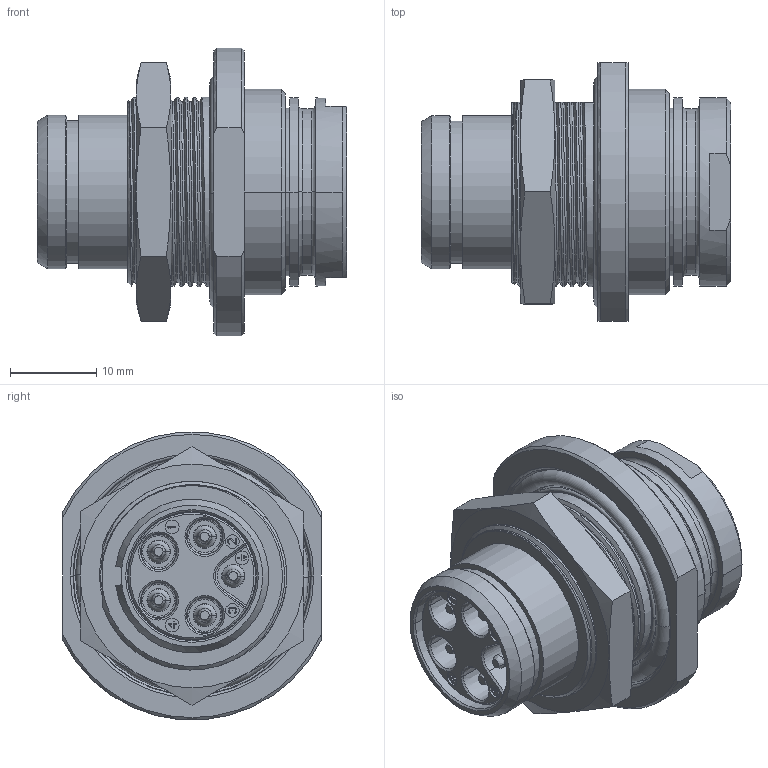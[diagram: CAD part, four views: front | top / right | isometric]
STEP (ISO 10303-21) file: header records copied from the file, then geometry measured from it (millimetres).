
FILE_DESCRIPTION((''),'2;1');
FILE_NAME('1331EVR295MZ','2024-07-23T08:36:18',('paultorloting'),('NET AG system integration'),'CREO PARAMETRIC BY PTC INC, 2021404','CREO PARAMETRIC BY PTC INC, 2021404','');
FILE_SCHEMA(('AUTOMOTIVE_DESIGN { 1 0 10303 214 1 1 1 1 }'));
Length unit declared in the file: millimetre
Products named in the file (1): 1331EVR295MZ
Bounding box: 35.9 x 30 x 33.38 mm (x, y, z)
Volume: 10874.1 mm3; surface area: 12396.6 mm2
Topology: 1 solids, 1 shells, 841 faces, 2200 edges, 1415 vertices
Faces by surface type: plane 431, cylinder 209, cone 106, torus 56, bspline 39
Entity records: 33425 total; most frequent: CARTESIAN_POINT 9931, ORIENTED_EDGE 4380, DIRECTION 4198, EDGE_CURVE 2190, AXIS2_PLACEMENT_3D 1443, VERTEX_POINT 1415, VECTOR 1309, LINE 1309
